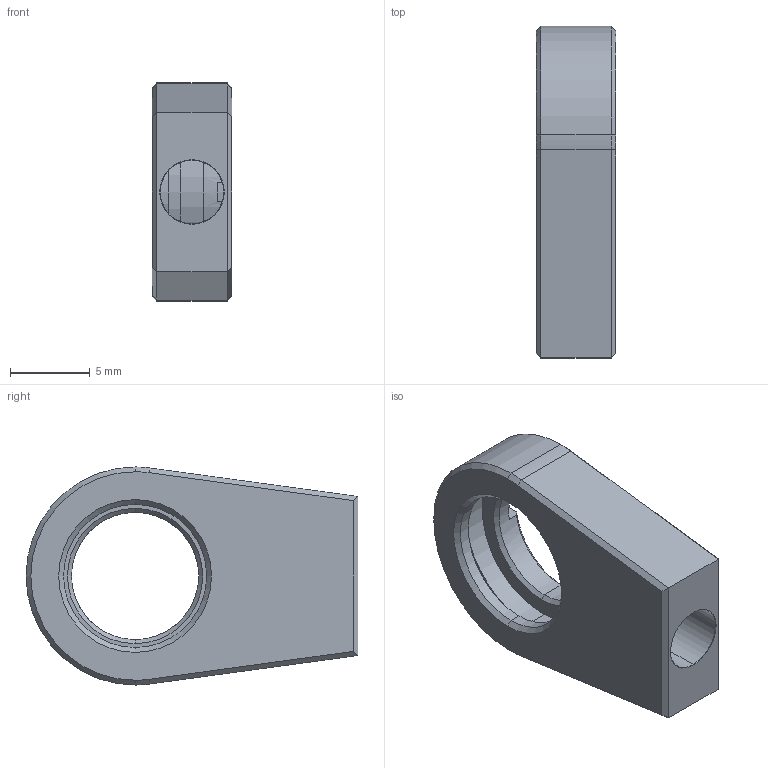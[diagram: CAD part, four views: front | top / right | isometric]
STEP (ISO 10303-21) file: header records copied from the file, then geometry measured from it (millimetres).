
FILE_DESCRIPTION (( 'STEP AP203' ), '1' );
FILE_NAME ('1.3.1.11-ZZT-10M.STEP', '2022-04-22T01:06:31', ( '' ), ( '' ), 'SwSTEP 2.0', 'SolidWorks 2021', '' );
FILE_SCHEMA (( 'CONFIG_CONTROL_DESIGN' ));
Length unit declared in the file: millimetre
Products named in the file (1): 1.3.1.11-ZZT-10M
Bounding box: 5 x 20.85 x 13.7 mm (x, y, z)
Surface area: 1089.4 mm2 (no closed solid volume)
Topology: 0 solids, 2 shells, 59 faces, 138 edges, 84 vertices
Faces by surface type: cone 22, plane 22, cylinder 15
Entity records: 1770 total; most frequent: DIRECTION 310, CARTESIAN_POINT 306, ORIENTED_EDGE 274, EDGE_CURVE 138, AXIS2_PLACEMENT_3D 120, VERTEX_POINT 84, VECTOR 70, LINE 70
